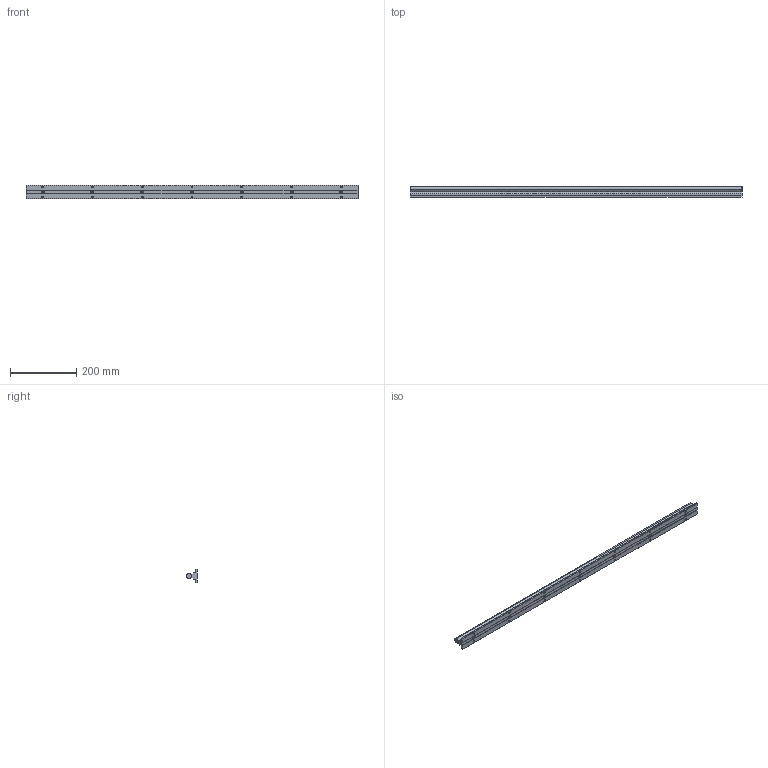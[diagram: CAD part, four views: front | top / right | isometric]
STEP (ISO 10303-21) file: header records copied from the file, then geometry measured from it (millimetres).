
FILE_DESCRIPTION (( 'STEP AP214' ), '1' );
FILE_NAME ('SBR16 1000L N=50.STEP', '2018-01-02T14:48:03', ( '砐錪賧瘔蠈錪 Windows' ), ( '' ), 'SwSTEP 2.0', 'SolidWorks 2016', '' );
FILE_SCHEMA (( 'AUTOMOTIVE_DESIGN' ));
Length unit declared in the file: millimetre
Products named in the file (1): SBR16 1000L N=50
Bounding box: 1000 x 33 x 40 mm (x, y, z)
Volume: 591494.1 mm3; surface area: 168045.3 mm2
Topology: 9 solids, 9 shells, 411 faces, 1070 edges, 663 vertices
Faces by surface type: cylinder 200, plane 151, cone 32, torus 28
Entity records: 15300 total; most frequent: CARTESIAN_POINT 3237, ORIENTED_EDGE 2112, DIRECTION 2018, EDGE_CURVE 1056, AXIS2_PLACEMENT_3D 760, VERTEX_POINT 663, LINE 498, VECTOR 498
